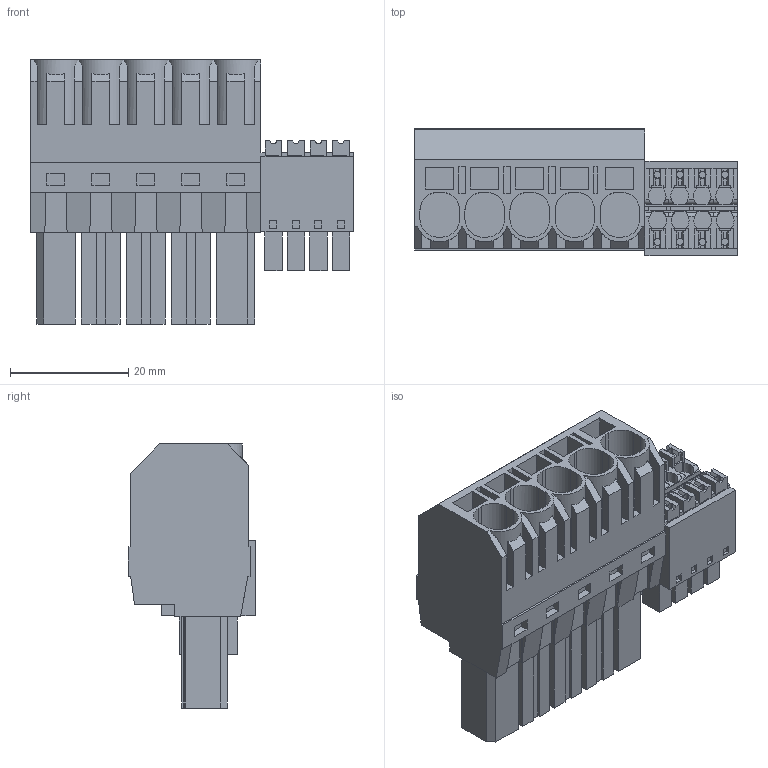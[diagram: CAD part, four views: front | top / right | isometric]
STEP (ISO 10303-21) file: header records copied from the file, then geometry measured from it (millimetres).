
FILE_DESCRIPTION(('CATIA V5 STEP Exchange','CAx-IF Rec.Pracs.--- Model Styling and Organization---1.4--- 2014-01-23'),'2;1');
FILE_NAME ('D1449454_1_1156480000_1156480000.stp','2023-09-07T12:50:06+00:00',('none'),('Weidmueller'),'CATIA Version 5-6 Release 2016 SP3 HF44','CATIA V5 STEP AP214','none');
FILE_SCHEMA(('AUTOMOTIVE_DESIGN { 1 0 10303 214 1 1 1 1 }'));
Length unit declared in the file: millimetre
Products named in the file (1): 1156480000
Bounding box: 54.65 x 21.53 x 44.7 mm (x, y, z)
Volume: 25364.5 mm3; surface area: 12637.7 mm2
Topology: 9 solids, 9 shells, 914 faces, 2563 edges, 1717 vertices
Faces by surface type: plane 819, cylinder 95
Entity records: 27534 total; most frequent: CARTESIAN_POINT 5520, ORIENTED_EDGE 5126, DIRECTION 3553, EDGE_CURVE 2563, VECTOR 2269, LINE 2269, VERTEX_POINT 1717, EDGE_LOOP 980
